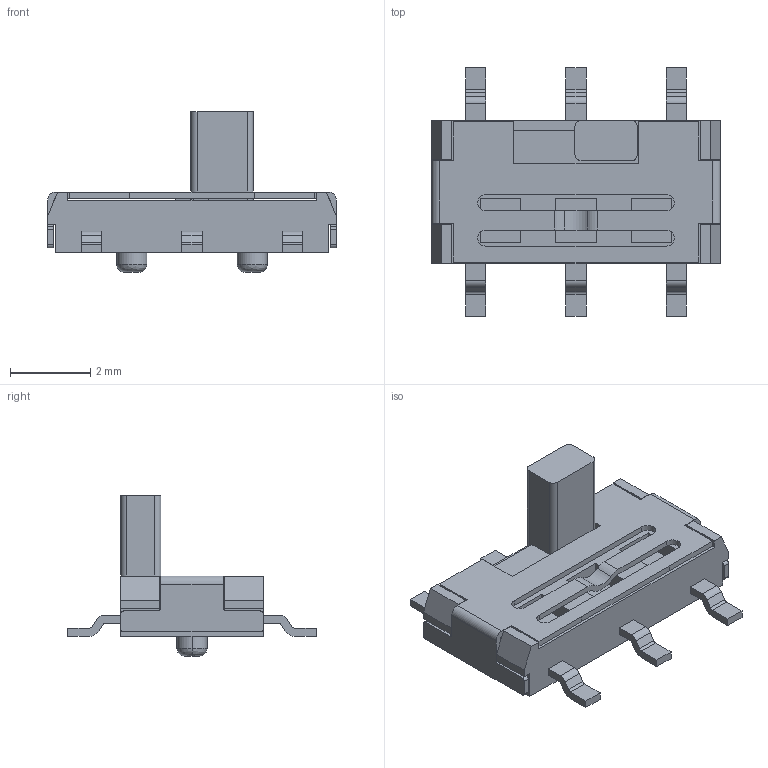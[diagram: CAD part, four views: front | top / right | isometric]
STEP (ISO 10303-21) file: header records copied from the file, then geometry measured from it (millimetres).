
FILE_DESCRIPTION((''),'2;1');
FILE_NAME('24','2021-09-04T20:42:32',('Administrator'),(''),'CREO PARAMETRIC BY PTC INC, 2016510','CREO PARAMETRIC BY PTC INC, 2016510','');
FILE_SCHEMA(('CONFIG_CONTROL_DESIGN','GEOMETRIC_VALIDATION_PROPERTIES_MIM'));
Length unit declared in the file: millimetre
Products named in the file (1): 24
Bounding box: 7.2 x 6.2 x 4 mm (x, y, z)
Volume: 38.2 mm3; surface area: 162.8 mm2
Topology: 2 solids, 2 shells, 335 faces, 923 edges, 614 vertices
Faces by surface type: plane 276, cylinder 55, bspline 4
Entity records: 13080 total; most frequent: CARTESIAN_POINT 1982, ORIENTED_EDGE 1846, DIRECTION 1703, EDGE_CURVE 923, VECTOR 805, LINE 805, VERTEX_POINT 614, AXIS2_PLACEMENT_3D 449
